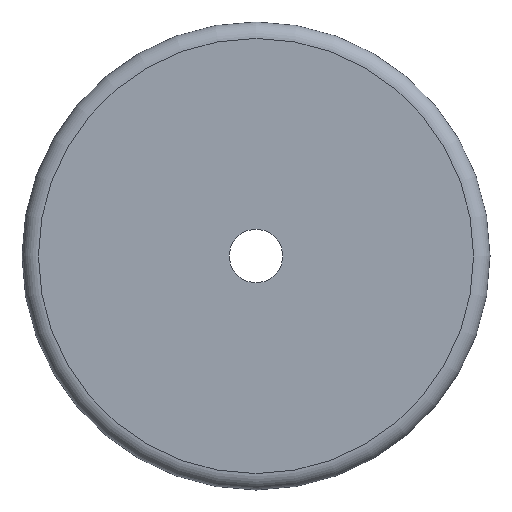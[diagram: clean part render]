
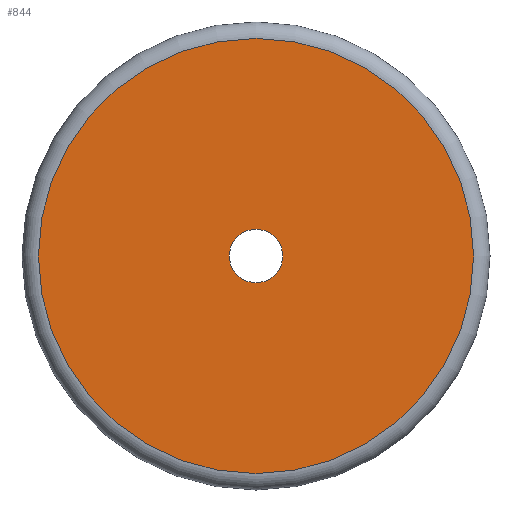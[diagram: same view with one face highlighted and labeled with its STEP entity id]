
A CAD part, front view. The second image highlights one B-rep face of the part: STEP entity #844.
In plain terms, the highlighted planar face has unit normal (0, -1, 0).
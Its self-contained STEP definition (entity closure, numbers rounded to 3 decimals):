
#250=FACE_BOUND('',#330,.T.);
#258=PLANE('',#998);
#281=FACE_OUTER_BOUND('',#329,.T.);
#329=EDGE_LOOP('',(#612,#613));
#330=EDGE_LOOP('',(#614));
#384=CIRCLE('',#993,26.5);
#388=CIRCLE('',#997,26.5);
#389=CIRCLE('',#999,3.25);
#410=VERTEX_POINT('',#1255);
#411=VERTEX_POINT('',#1256);
#414=VERTEX_POINT('',#1265);
#488=EDGE_CURVE('',#410,#411,#384,.T.);
#492=EDGE_CURVE('',#411,#410,#388,.T.);
#493=EDGE_CURVE('',#414,#414,#389,.T.);
#612=ORIENTED_EDGE('',*,*,#488,.F.);
#613=ORIENTED_EDGE('',*,*,#492,.F.);
#614=ORIENTED_EDGE('',*,*,#493,.T.);
#844=ADVANCED_FACE('',(#281,#250),#258,.F.);
#993=AXIS2_PLACEMENT_3D('',#1257,#1061,#1062);
#997=AXIS2_PLACEMENT_3D('',#1263,#1069,#1070);
#998=AXIS2_PLACEMENT_3D('',#1264,#1071,#1072);
#999=AXIS2_PLACEMENT_3D('',#1266,#1073,#1074);
#1061=DIRECTION('center_axis',(0.,1.,0.));
#1062=DIRECTION('ref_axis',(1.,0.,0.));
#1069=DIRECTION('center_axis',(0.,1.,0.));
#1070=DIRECTION('ref_axis',(1.,0.,0.));
#1071=DIRECTION('center_axis',(0.,1.,0.));
#1072=DIRECTION('ref_axis',(0.,0.,1.));
#1073=DIRECTION('center_axis',(0.,1.,0.));
#1074=DIRECTION('ref_axis',(1.,0.,0.));
#1255=CARTESIAN_POINT('',(-26.5,-5.5,0.));
#1256=CARTESIAN_POINT('',(0.,-5.5,26.5));
#1257=CARTESIAN_POINT('Origin',(0.,-5.5,0.));
#1263=CARTESIAN_POINT('Origin',(0.,-5.5,0.));
#1264=CARTESIAN_POINT('Origin',(0.,-5.5,0.));
#1265=CARTESIAN_POINT('',(-3.25,-5.5,0.));
#1266=CARTESIAN_POINT('Origin',(0.,-5.5,0.));
